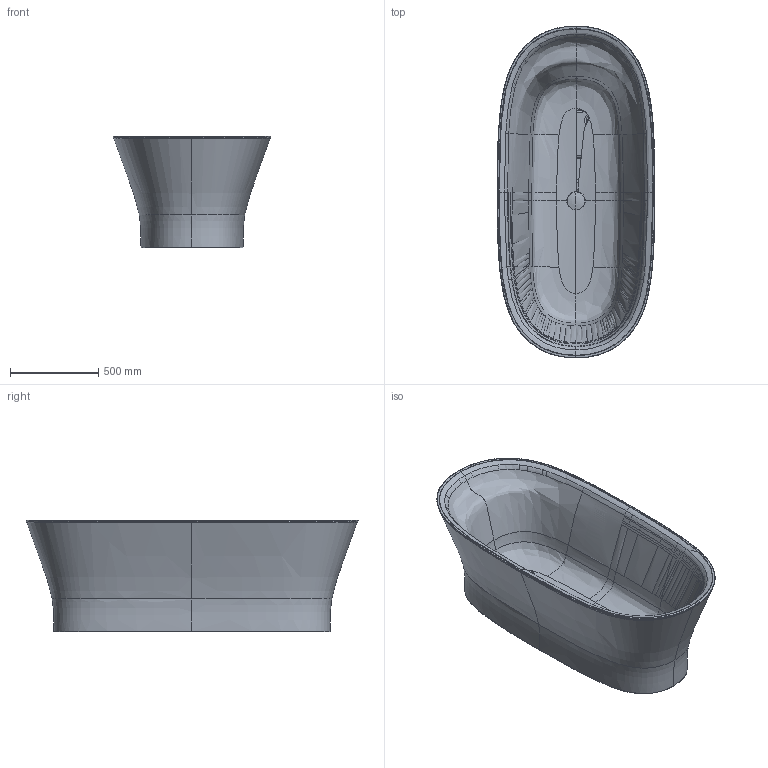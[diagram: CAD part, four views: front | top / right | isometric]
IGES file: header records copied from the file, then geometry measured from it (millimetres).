
Global section: file name: No Iges File Name specified; native system: Autodesk Inventor 2011; preprocessor: AutoDesk Inventor Iges Exporter R2011; author: Administrator; date: 20150520.212516; units: millimetre
Bounding box: 896.04 x 1884.21 x 633.49 mm (x, y, z)
Volume: 67786260.1 mm3; surface area: 10829841.8 mm2
Topology: 7 solids, 7 shells, 1402 faces, 3469 edges, 2077 vertices
Faces by surface type: bspline 1108, plane 115, revolution 65, cylinder 58, torus 30, cone 16, sphere 10
